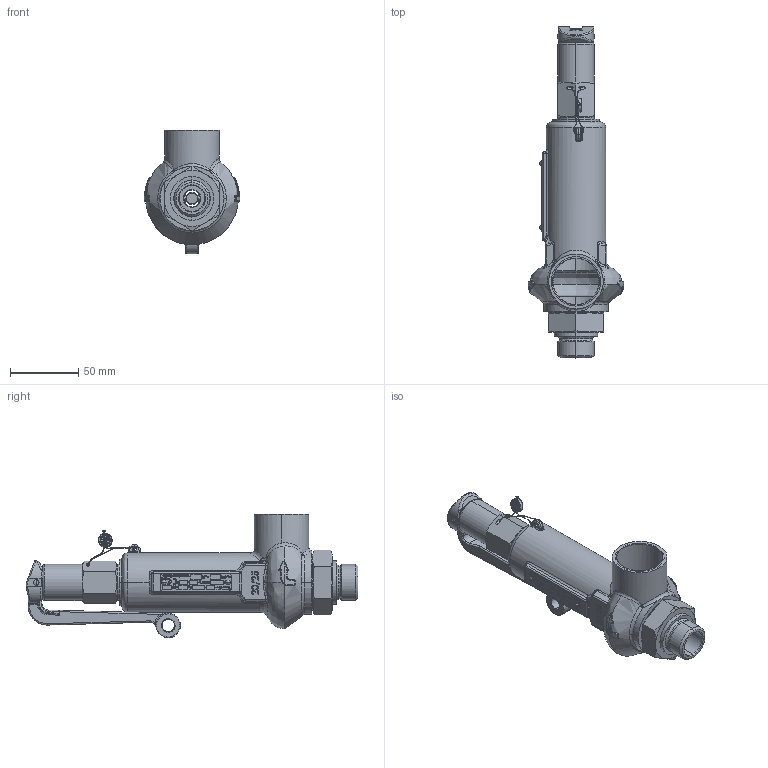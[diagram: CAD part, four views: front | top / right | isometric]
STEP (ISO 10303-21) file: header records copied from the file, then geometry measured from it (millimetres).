
FILE_DESCRIPTION (( 'STEP AP203' ), '1' );
FILE_NAME ('Typ_10-BG_II-head_A-G034-G100.STEP', '2019-09-20T10:28:02', ( '' ), ( '' ), 'SwSTEP 2.0', 'SolidWorks 2016', '' );
FILE_SCHEMA (( 'CONFIG_CONTROL_DESIGN' ));
Products named in the file (1): Typ_10-BG_II-head_A-G034-G100
Bounding box: 69.98 x 243.34 x 90.54 mm (x, y, z)
Volume: 95129.5 mm3; surface area: 78114.7 mm2
Topology: 28 solids, 28 shells, 1739 faces, 4456 edges, 2816 vertices
Faces by surface type: bspline 760, plane 665, cylinder 264, cone 50
Entity records: 85567 total; most frequent: CARTESIAN_POINT 48601, ORIENTED_EDGE 8836, DIRECTION 5734, EDGE_CURVE 4418, VERTEX_POINT 2816, LINE 2058, VECTOR 2058, EDGE_LOOP 1864
